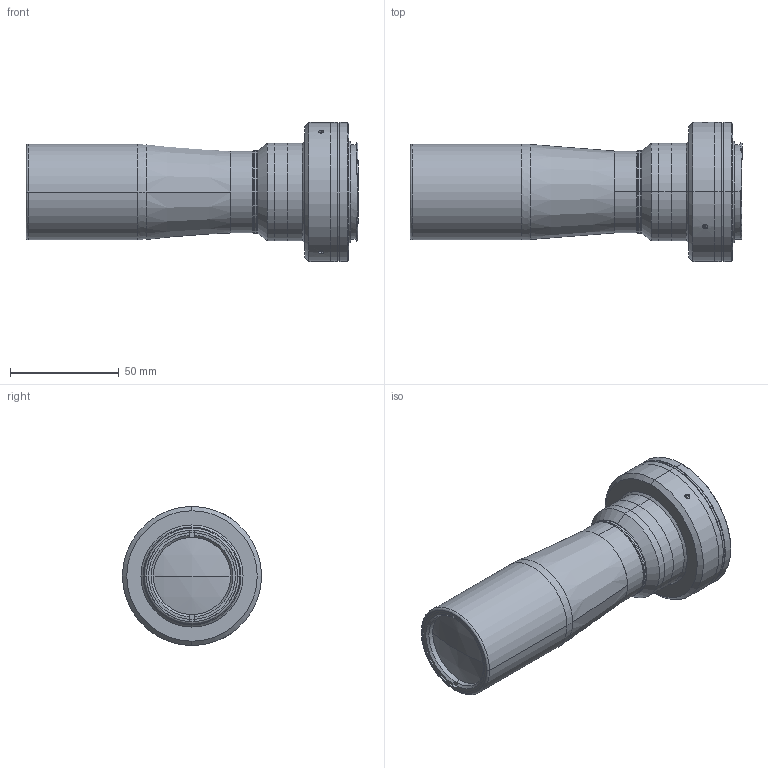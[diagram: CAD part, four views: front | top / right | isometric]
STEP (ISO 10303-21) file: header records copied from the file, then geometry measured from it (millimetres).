
FILE_DESCRIPTION (( 'STEP AP203' ), '1' );
FILE_NAME ('DP32072-A_TC10M024-F.step', '2022-12-06T16:17:10', ( '' ), ( '' ), 'SwSTEP 2.0', 'SolidWorks 2021', '' );
FILE_SCHEMA (( 'CONFIG_CONTROL_DESIGN' ));
Length unit declared in the file: millimetre
Products named in the file (1): DP32072-A_TC10M024-F
Bounding box: 152.78 x 64 x 64 mm (x, y, z)
Surface area: 38198 mm2 (no closed solid volume)
Topology: 0 solids, 19 shells, 145 faces, 402 edges, 277 vertices
Faces by surface type: cylinder 59, plane 53, cone 27, torus 4, sphere 2
Entity records: 4969 total; most frequent: CARTESIAN_POINT 1095, DIRECTION 871, ORIENTED_EDGE 661, EDGE_CURVE 402, AXIS2_PLACEMENT_3D 349, VERTEX_POINT 277, CIRCLE 203, EDGE_LOOP 175
